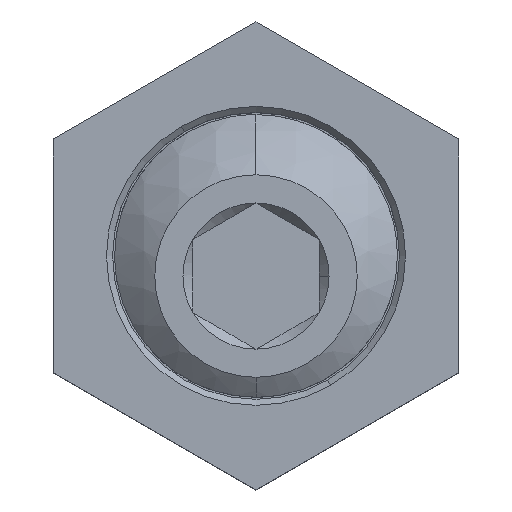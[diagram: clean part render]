
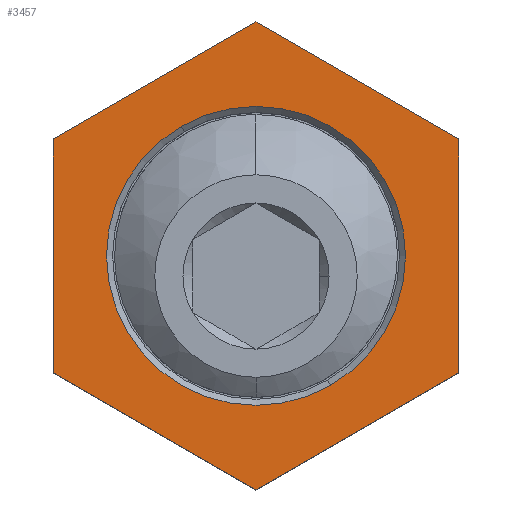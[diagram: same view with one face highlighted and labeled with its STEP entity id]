
A CAD part, top view. The second image highlights one B-rep face of the part: STEP entity #3457.
In plain terms, the highlighted face is planar.
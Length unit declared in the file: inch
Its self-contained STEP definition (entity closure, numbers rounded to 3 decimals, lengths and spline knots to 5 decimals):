
#50 = CARTESIAN_POINT ( 'NONE',  ( 0.57735, 0.375, 0. ) ) ;
#73 = VECTOR ( 'NONE', #4286, 39.37008 ) ;
#81 = CARTESIAN_POINT ( 'NONE',  ( -0.28868, 0.375, 0.5 ) ) ;
#123 = LINE ( 'NONE', #81, #2949 ) ;
#124 = DIRECTION ( 'NONE',  ( 1., 0., 0. ) ) ;
#321 = LINE ( 'NONE', #2805, #1210 ) ;
#520 = CARTESIAN_POINT ( 'NONE',  ( 0.28868, 0.375, 0.5 ) ) ;
#736 = LINE ( 'NONE', #520, #3689 ) ;
#825 = CARTESIAN_POINT ( 'NONE',  ( -0.57735, 0.375, 0. ) ) ;
#932 = CARTESIAN_POINT ( 'NONE',  ( -0.57735, 0.375, 0. ) ) ;
#939 = VERTEX_POINT ( 'NONE', #1850 ) ;
#969 = VERTEX_POINT ( 'NONE', #2152 ) ;
#976 = EDGE_CURVE ( 'NONE', #1848, #3120, #3865, .T. ) ;
#1065 = AXIS2_PLACEMENT_3D ( 'NONE', #1540, #1929, #4626 ) ;
#1070 = ORIENTED_EDGE ( 'NONE', *, *, #2007, .T. ) ;
#1210 = VECTOR ( 'NONE', #124, 39.37008 ) ;
#1223 = CARTESIAN_POINT ( 'NONE',  ( 0.57735, 0.375, 0. ) ) ;
#1341 = VECTOR ( 'NONE', #4960, 39.37008 ) ;
#1386 = DIRECTION ( 'NONE',  ( 0., -1., 0. ) ) ;
#1459 = EDGE_CURVE ( 'NONE', #939, #969, #321, .T. ) ;
#1506 = DIRECTION ( 'NONE',  ( 0., -1., 0. ) ) ;
#1540 = CARTESIAN_POINT ( 'NONE',  ( 0., 0.375, 0. ) ) ;
#1544 = ORIENTED_EDGE ( 'NONE', *, *, #976, .T. ) ;
#1581 = CARTESIAN_POINT ( 'NONE',  ( -0.28868, 0.375, 0.5 ) ) ;
#1710 = ORIENTED_EDGE ( 'NONE', *, *, #1459, .F. ) ;
#1848 = VERTEX_POINT ( 'NONE', #3331 ) ;
#1850 = CARTESIAN_POINT ( 'NONE',  ( -0.28868, 0.375, -0.5 ) ) ;
#1929 = DIRECTION ( 'NONE',  ( 0., -1., 0. ) ) ;
#2007 = EDGE_CURVE ( 'NONE', #3120, #1848, #4249, .T. ) ;
#2152 = CARTESIAN_POINT ( 'NONE',  ( 0.28868, 0.375, -0.5 ) ) ;
#2238 = CARTESIAN_POINT ( 'NONE',  ( 0.28868, 0.375, -0.5 ) ) ;
#2245 = LINE ( 'NONE', #50, #73 ) ;
#2437 = DIRECTION ( 'NONE',  ( -1., 0., 0. ) ) ;
#2454 = AXIS2_PLACEMENT_3D ( 'NONE', #3693, #1386, #4087 ) ;
#2491 = VERTEX_POINT ( 'NONE', #2575 ) ;
#2504 = EDGE_CURVE ( 'NONE', #969, #2755, #4432, .T. ) ;
#2528 = FACE_BOUND ( 'NONE', #3844, .T. ) ;
#2575 = CARTESIAN_POINT ( 'NONE',  ( 0.28868, 0.375, 0.5 ) ) ;
#2683 = EDGE_CURVE ( 'NONE', #2755, #2491, #2245, .T. ) ;
#2755 = VERTEX_POINT ( 'NONE', #1223 ) ;
#2805 = CARTESIAN_POINT ( 'NONE',  ( -0.28868, 0.375, -0.5 ) ) ;
#2900 = CARTESIAN_POINT ( 'NONE',  ( 0., 0.375, -0.369 ) ) ;
#2927 = EDGE_CURVE ( 'NONE', #2491, #4770, #736, .T. ) ;
#2949 = VECTOR ( 'NONE', #3926, 39.37008 ) ;
#2980 = VECTOR ( 'NONE', #4780, 39.37008 ) ;
#2991 = ORIENTED_EDGE ( 'NONE', *, *, #2927, .F. ) ;
#3120 = VERTEX_POINT ( 'NONE', #2900 ) ;
#3331 = CARTESIAN_POINT ( 'NONE',  ( 0., 0.375, 0.369 ) ) ;
#3403 = ORIENTED_EDGE ( 'NONE', *, *, #2504, .F. ) ;
#3457 = ADVANCED_FACE ( 'NONE', ( #2528, #3673 ), #4731, .F. ) ;
#3554 = VERTEX_POINT ( 'NONE', #825 ) ;
#3673 = FACE_OUTER_BOUND ( 'NONE', #4402, .T. ) ;
#3689 = VECTOR ( 'NONE', #2437, 39.37008 ) ;
#3693 = CARTESIAN_POINT ( 'NONE',  ( 0., 0.375, 0. ) ) ;
#3725 = EDGE_CURVE ( 'NONE', #4770, #3554, #123, .T. ) ;
#3814 = CARTESIAN_POINT ( 'NONE',  ( 0., 0.375, 0. ) ) ;
#3844 = EDGE_LOOP ( 'NONE', ( #1544, #1070 ) ) ;
#3863 = ORIENTED_EDGE ( 'NONE', *, *, #3886, .F. ) ;
#3865 = CIRCLE ( 'NONE', #2454, 0.369 ) ;
#3886 = EDGE_CURVE ( 'NONE', #3554, #939, #4004, .T. ) ;
#3926 = DIRECTION ( 'NONE',  ( -0.5, 0., -0.866 ) ) ;
#4004 = LINE ( 'NONE', #932, #2980 ) ;
#4087 = DIRECTION ( 'NONE',  ( 0., 0., -1. ) ) ;
#4214 = DIRECTION ( 'NONE',  ( 0., 0., -1. ) ) ;
#4249 = CIRCLE ( 'NONE', #4653, 0.369 ) ;
#4254 = ORIENTED_EDGE ( 'NONE', *, *, #3725, .F. ) ;
#4286 = DIRECTION ( 'NONE',  ( -0.5, 0., 0.866 ) ) ;
#4402 = EDGE_LOOP ( 'NONE', ( #4254, #2991, #4705, #3403, #1710, #3863 ) ) ;
#4432 = LINE ( 'NONE', #2238, #1341 ) ;
#4626 = DIRECTION ( 'NONE',  ( 0., 0., -1. ) ) ;
#4653 = AXIS2_PLACEMENT_3D ( 'NONE', #3814, #1506, #4214 ) ;
#4705 = ORIENTED_EDGE ( 'NONE', *, *, #2683, .F. ) ;
#4731 = PLANE ( 'NONE',  #1065 ) ;
#4770 = VERTEX_POINT ( 'NONE', #1581 ) ;
#4780 = DIRECTION ( 'NONE',  ( 0.5, 0., -0.866 ) ) ;
#4960 = DIRECTION ( 'NONE',  ( 0.5, 0., 0.866 ) ) ;
